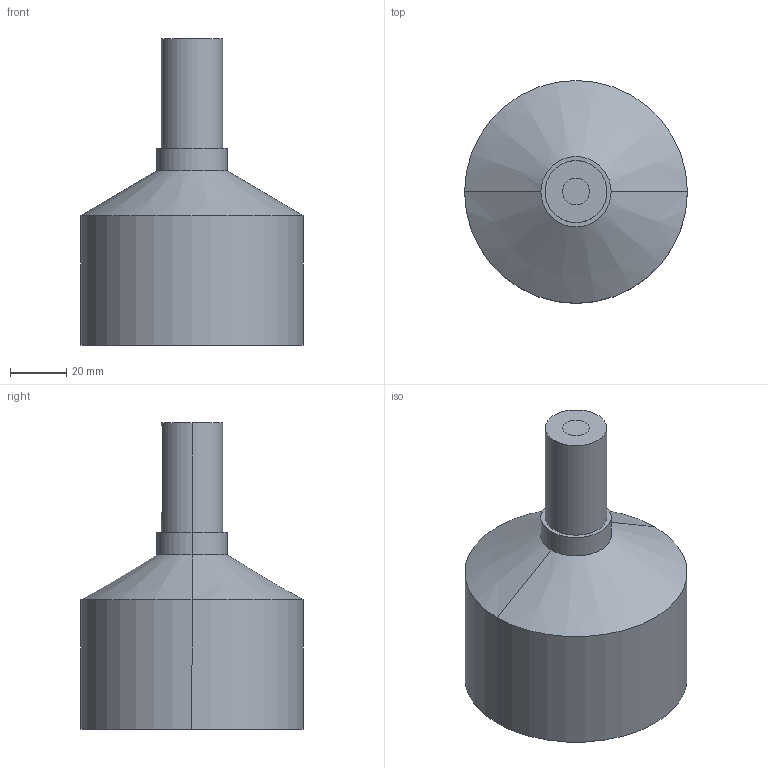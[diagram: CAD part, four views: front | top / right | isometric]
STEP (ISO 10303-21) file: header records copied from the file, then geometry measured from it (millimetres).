
FILE_DESCRIPTION (( 'STEP AP214' ), '1' );
FILE_NAME ('p1012_stage3OutputPulley_5mm_48teeth_newpart.STEP', '2019-01-06T22:48:26', ( 'CAEN' ), ( 'University of Michigan' ), 'SwSTEP 2.0', 'SolidWorks 2018', '' );
FILE_SCHEMA (( 'AUTOMOTIVE_DESIGN' ));
Length unit declared in the file: millimetre
Products named in the file (1): p1012_stage3OutputPulley_5mm_48teeth_newpart
Bounding box: 79.26 x 79.26 x 109 mm (x, y, z)
Volume: 95977.9 mm3; surface area: 39390 mm2
Topology: 2 solids, 2 shells, 95 faces, 233 edges, 145 vertices
Faces by surface type: cylinder 56, plane 35, cone 4
Entity records: 2897 total; most frequent: DIRECTION 576, CARTESIAN_POINT 474, ORIENTED_EDGE 466, AXIS2_PLACEMENT_3D 247, EDGE_CURVE 233, CIRCLE 151, VERTEX_POINT 145, EDGE_LOOP 100
